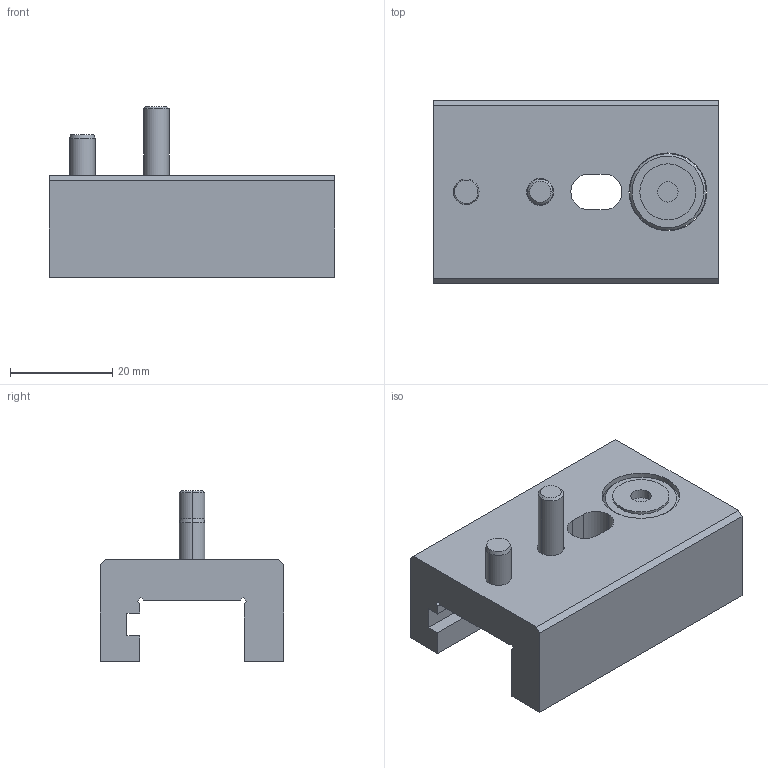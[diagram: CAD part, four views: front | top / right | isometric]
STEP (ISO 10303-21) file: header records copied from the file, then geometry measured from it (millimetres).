
FILE_DESCRIPTION (( 'STEP AP214' ), '1' );
FILE_NAME ('MB202056.STEP', '2015-11-02T13:32:51', ( '' ), ( '' ), 'SwSTEP 2.0', 'SolidWorks 2015', '' );
FILE_SCHEMA (( 'AUTOMOTIVE_DESIGN' ));
Length unit declared in the file: millimetre
Products named in the file (8): RI150710; 9MB202056; 1DIN912516_DIN 912 M5 x 16 --- 16C; 1PCI6325512_Parallel Pin ISO 8734 - 5 x 12 - A - St; 3TETON; MB202056; 9RI150710; 3IMAN12,5X4X3
Assembly tree (7 placements, depth 3):
  MB202056
    9MB202056
    RI150710
      9RI150710
      3TETON
      3IMAN12,5X4X3
    1DIN912516_DIN 912 M5 x 16 --- 16C
    1PCI6325512_Parallel Pin ISO 8734 - 5 x 12 - A - St
Bounding box: 56 x 36 x 33.5 mm (x, y, z)
Volume: 25055.2 mm3; surface area: 11218 mm2
Topology: 6 solids, 6 shells, 111 faces, 249 edges, 154 vertices
Faces by surface type: plane 52, cylinder 35, cone 18, torus 6
Entity records: 3433 total; most frequent: DIRECTION 591, CARTESIAN_POINT 521, ORIENTED_EDGE 490, EDGE_CURVE 245, AXIS2_PLACEMENT_3D 224, VERTEX_POINT 154, VECTOR 143, LINE 143
